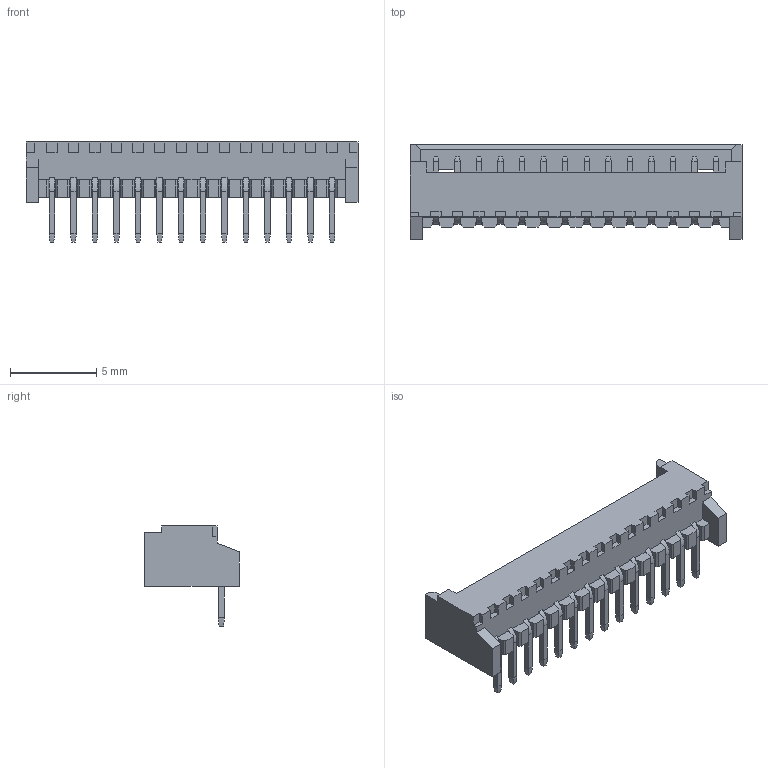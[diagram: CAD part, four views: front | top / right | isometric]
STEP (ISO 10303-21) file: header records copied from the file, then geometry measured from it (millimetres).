
FILE_DESCRIPTION((''),'2;1');
FILE_NAME('530481410','2016-08-16T',('rlalsangi'),(''),'PRO/ENGINEER BY PARAMETRIC TECHNOLOGY CORPORATION, 2012310','PRO/ENGINEER BY PARAMETRIC TECHNOLOGY CORPORATION, 2012310','');
FILE_SCHEMA(('CONFIG_CONTROL_DESIGN'));
Length unit declared in the file: millimetre
Products named in the file (1): 530481410
Bounding box: 19.25 x 5.5 x 5.8 mm (x, y, z)
Volume: 137.8 mm3; surface area: 530.3 mm2
Topology: 1 solids, 1 shells, 492 faces, 1282 edges, 806 vertices
Faces by surface type: plane 366, bspline 112, cylinder 14
Entity records: 17427 total; most frequent: CARTESIAN_POINT 5913, ORIENTED_EDGE 2508, DIRECTION 2016, EDGE_CURVE 1254, VECTOR 1086, LINE 1086, VERTEX_POINT 778, EDGE_LOOP 510
